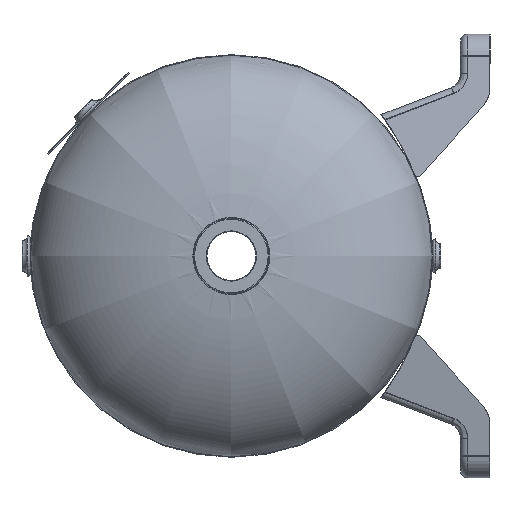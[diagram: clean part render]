
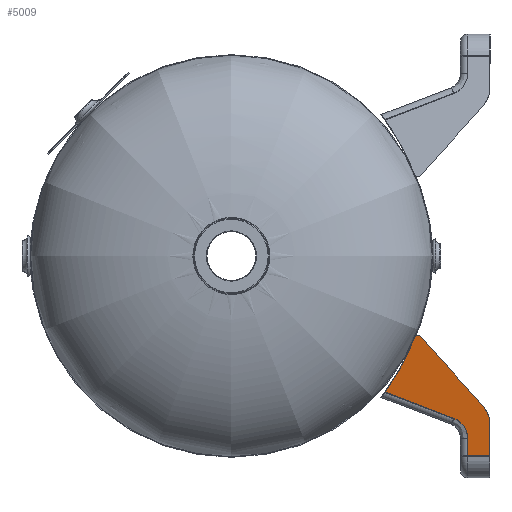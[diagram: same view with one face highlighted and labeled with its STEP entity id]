
A CAD part, left-side view. The second image highlights one B-rep face of the part: STEP entity #5009.
In plain terms, the highlighted face is planar.
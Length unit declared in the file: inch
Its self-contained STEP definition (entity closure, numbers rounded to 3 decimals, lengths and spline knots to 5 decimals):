
#133=ELLIPSE('',#5390,1.01178,1.);
#140=ELLIPSE('',#5401,8.39045,8.2928);
#141=ELLIPSE('',#5403,0.12647,0.125);
#144=ELLIPSE('',#5425,0.75883,0.75);
#762=LINE('',#9612,#1220);
#771=LINE('',#9641,#1229);
#785=LINE('',#9804,#1243);
#786=LINE('',#9848,#1244);
#792=LINE('',#9907,#1250);
#1220=VECTOR('',#6474,0.3937);
#1229=VECTOR('',#6501,0.3937);
#1243=VECTOR('',#6577,0.3937);
#1244=VECTOR('',#6588,0.3937);
#1250=VECTOR('',#6620,0.3937);
#1415=PLANE('',#5441);
#1781=FACE_OUTER_BOUND('',#2143,.T.);
#2143=EDGE_LOOP('',(#4646,#4647,#4648,#4649,#4650,#4651,#4652,#4653,#4654));
#2667=VERTEX_POINT('',#9609);
#2668=VERTEX_POINT('',#9611);
#2676=VERTEX_POINT('',#9631);
#2679=VERTEX_POINT('',#9639);
#2690=VERTEX_POINT('',#9676);
#2691=VERTEX_POINT('',#9687);
#2697=VERTEX_POINT('',#9802);
#2698=VERTEX_POINT('',#9841);
#2699=VERTEX_POINT('',#9846);
#3294=EDGE_CURVE('',#2667,#2668,#762,.T.);
#3304=EDGE_CURVE('',#2676,#2667,#133,.T.);
#3309=EDGE_CURVE('',#2679,#2676,#771,.T.);
#3323=EDGE_CURVE('',#2690,#2691,#140,.T.);
#3328=EDGE_CURVE('',#2691,#2679,#141,.T.);
#3344=EDGE_CURVE('',#2697,#2690,#785,.T.);
#3346=EDGE_CURVE('',#2698,#2697,#144,.T.);
#3349=EDGE_CURVE('',#2699,#2698,#786,.T.);
#3361=EDGE_CURVE('',#2668,#2699,#792,.T.);
#4646=ORIENTED_EDGE('',*,*,#3304,.F.);
#4647=ORIENTED_EDGE('',*,*,#3309,.F.);
#4648=ORIENTED_EDGE('',*,*,#3328,.F.);
#4649=ORIENTED_EDGE('',*,*,#3323,.F.);
#4650=ORIENTED_EDGE('',*,*,#3344,.F.);
#4651=ORIENTED_EDGE('',*,*,#3346,.F.);
#4652=ORIENTED_EDGE('',*,*,#3349,.F.);
#4653=ORIENTED_EDGE('',*,*,#3361,.F.);
#4654=ORIENTED_EDGE('',*,*,#3294,.F.);
#5009=ADVANCED_FACE('',(#1781),#1415,.T.);
#5390=AXIS2_PLACEMENT_3D('',#9632,#6492,#6493);
#5401=AXIS2_PLACEMENT_3D('',#9688,#6524,#6525);
#5403=AXIS2_PLACEMENT_3D('',#9714,#6530,#6531);
#5425=AXIS2_PLACEMENT_3D('',#9843,#6580,#6581);
#5441=AXIS2_PLACEMENT_3D('',#9906,#6618,#6619);
#6474=DIRECTION('',(-0.988,0.,-0.152));
#6492=DIRECTION('center_axis',(0.152,0.,-0.988));
#6493=DIRECTION('ref_axis',(0.988,0.,0.152));
#6501=DIRECTION('',(-0.738,-0.665,-0.114));
#6524=DIRECTION('center_axis',(-0.152,0.,0.988));
#6525=DIRECTION('ref_axis',(0.988,0.,0.152));
#6530=DIRECTION('center_axis',(0.152,0.,-0.988));
#6531=DIRECTION('ref_axis',(0.988,0.,0.152));
#6577=DIRECTION('',(0.357,0.932,0.055));
#6580=DIRECTION('center_axis',(-0.152,0.,0.988));
#6581=DIRECTION('ref_axis',(0.988,0.,0.152));
#6588=DIRECTION('',(0.988,0.,0.152));
#6618=DIRECTION('center_axis',(-0.152,0.,0.988));
#6619=DIRECTION('ref_axis',(0.988,0.,0.152));
#6620=DIRECTION('',(0.,1.,0.));
#9609=CARTESIAN_POINT('',(-6.00908,-10.375,1.05006));
#9611=CARTESIAN_POINT('',(-7.12101,-10.375,0.87892));
#9612=CARTESIAN_POINT('',(-4.28651,-10.375,1.31519));
#9631=CARTESIAN_POINT('',(-5.33967,-10.11789,1.1531));
#9632=CARTESIAN_POINT('Origin',(-6.00908,-9.375,1.05006));
#9639=CARTESIAN_POINT('',(-2.9348,-7.95086,1.52324));
#9641=CARTESIAN_POINT('',(-3.47504,-8.43768,1.44009));
#9676=CARTESIAN_POINT('',(-4.88304,-6.70272,1.22338));
#9687=CARTESIAN_POINT('',(-2.97365,-7.74131,1.51726));
#9688=CARTESIAN_POINT('Origin',(0.,0.,1.97495));
#9714=CARTESIAN_POINT('Origin',(-3.01847,-7.858,1.51036));
#9802=CARTESIAN_POINT('',(-5.80654,-9.11217,1.08124));
#9804=CARTESIAN_POINT('',(-5.88871,-9.32656,1.06859));
#9841=CARTESIAN_POINT('',(-6.50686,-9.59375,0.97345));
#9843=CARTESIAN_POINT('Origin',(-6.50686,-8.84375,0.97345));
#9846=CARTESIAN_POINT('',(-7.12101,-9.59375,0.87892));
#9848=CARTESIAN_POINT('',(-5.38548,-9.59375,1.14605));
#9906=CARTESIAN_POINT('Origin',(-2.78125,-10.375,1.54688));
#9907=CARTESIAN_POINT('',(-7.12101,-10.375,0.87892));
